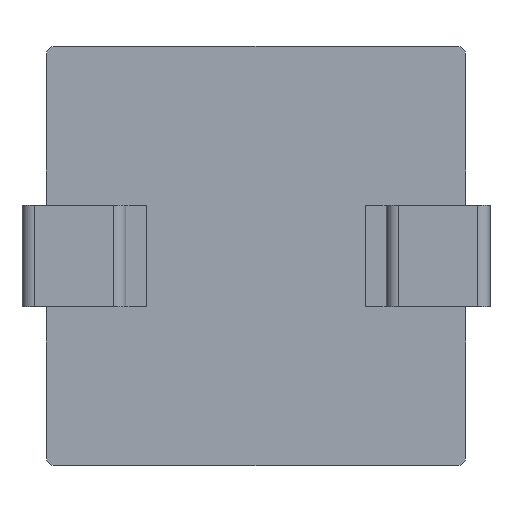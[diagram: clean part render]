
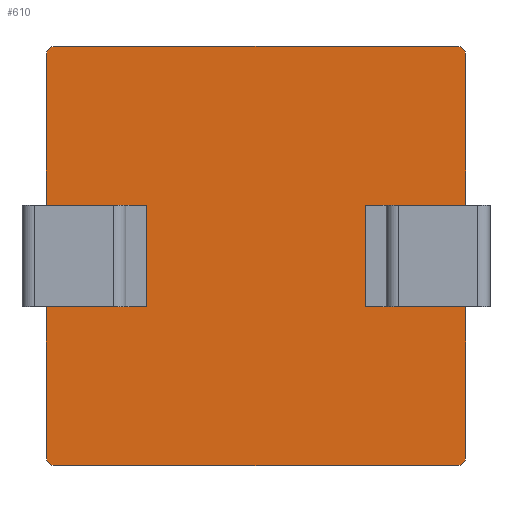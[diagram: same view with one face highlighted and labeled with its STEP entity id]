
A CAD part, front view. The second image highlights one B-rep face of the part: STEP entity #610.
In plain terms, the highlighted planar face has unit normal (0, -1, 0).
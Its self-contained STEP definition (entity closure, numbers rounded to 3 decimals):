
#3 = CARTESIAN_POINT ( 'NONE',  ( 4.95, 0.4, -5.15 ) ) ;
#18 = CARTESIAN_POINT ( 'NONE',  ( 5.15, 0.4, 4.95 ) ) ;
#26 = CARTESIAN_POINT ( 'NONE',  ( 4.95, 0.4, 5.15 ) ) ;
#37 = CARTESIAN_POINT ( 'NONE',  ( -4.95, 0.4, -5.15 ) ) ;
#49 = VECTOR ( 'NONE', #1404, 1000. ) ;
#65 = ORIENTED_EDGE ( 'NONE', *, *, #190, .T. ) ;
#73 = EDGE_CURVE ( 'NONE', #1099, #774, #1153, .T. ) ;
#74 = DIRECTION ( 'NONE',  ( 0., 0., 1. ) ) ;
#76 = DIRECTION ( 'NONE',  ( 0., -1., 0. ) ) ;
#79 = EDGE_CURVE ( 'NONE', #271, #1468, #364, .T. ) ;
#83 = CARTESIAN_POINT ( 'NONE',  ( 4.95, 0.4, 4.95 ) ) ;
#110 = CARTESIAN_POINT ( 'NONE',  ( -5.15, 0.4, -4.95 ) ) ;
#128 = DIRECTION ( 'NONE',  ( 0., 0., -1. ) ) ;
#137 = EDGE_CURVE ( 'NONE', #1263, #1211, #1396, .T. ) ;
#144 = DIRECTION ( 'NONE',  ( 0., -1., 0. ) ) ;
#155 = CIRCLE ( 'NONE', #1276, 0.2 ) ;
#182 = ORIENTED_EDGE ( 'NONE', *, *, #79, .F. ) ;
#184 = EDGE_CURVE ( 'NONE', #374, #1295, #430, .T. ) ;
#190 = EDGE_CURVE ( 'NONE', #1211, #374, #155, .T. ) ;
#201 = VERTEX_POINT ( 'NONE', #1241 ) ;
#213 = EDGE_CURVE ( 'NONE', #303, #201, #1007, .T. ) ;
#220 = CARTESIAN_POINT ( 'NONE',  ( -5.15, 0.4, 4.95 ) ) ;
#221 = EDGE_CURVE ( 'NONE', #1263, #1059, #1469, .T. ) ;
#242 = LINE ( 'NONE', #723, #816 ) ;
#253 = DIRECTION ( 'NONE',  ( 0., 0., 1. ) ) ;
#254 = VECTOR ( 'NONE', #1443, 1000. ) ;
#271 = VERTEX_POINT ( 'NONE', #920 ) ;
#280 = CARTESIAN_POINT ( 'NONE',  ( -5.15, 0.4, 4.95 ) ) ;
#303 = VERTEX_POINT ( 'NONE', #962 ) ;
#318 = ORIENTED_EDGE ( 'NONE', *, *, #73, .T. ) ;
#320 = EDGE_CURVE ( 'NONE', #1295, #806, #867, .T. ) ;
#326 = EDGE_CURVE ( 'NONE', #329, #338, #242, .T. ) ;
#329 = VERTEX_POINT ( 'NONE', #1060 ) ;
#338 = VERTEX_POINT ( 'NONE', #110 ) ;
#347 = DIRECTION ( 'NONE',  ( 0., 0., 1. ) ) ;
#350 = ORIENTED_EDGE ( 'NONE', *, *, #752, .T. ) ;
#362 = CARTESIAN_POINT ( 'NONE',  ( -5.15, 0.4, 1.25 ) ) ;
#364 = LINE ( 'NONE', #484, #1225 ) ;
#366 = ORIENTED_EDGE ( 'NONE', *, *, #1064, .F. ) ;
#374 = VERTEX_POINT ( 'NONE', #26 ) ;
#388 = ORIENTED_EDGE ( 'NONE', *, *, #213, .T. ) ;
#395 = CARTESIAN_POINT ( 'NONE',  ( 2.7, 0.4, -1.25 ) ) ;
#412 = LINE ( 'NONE', #1212, #254 ) ;
#416 = EDGE_CURVE ( 'NONE', #329, #933, #412, .T. ) ;
#421 = DIRECTION ( 'NONE',  ( -1., 0., 0. ) ) ;
#430 = LINE ( 'NONE', #697, #1126 ) ;
#438 = CARTESIAN_POINT ( 'NONE',  ( 5.15, 0.4, 4.95 ) ) ;
#464 = EDGE_CURVE ( 'NONE', #1059, #1024, #1094, .T. ) ;
#474 = VECTOR ( 'NONE', #74, 1000. ) ;
#482 = DIRECTION ( 'NONE',  ( 0., -1., 0. ) ) ;
#484 = CARTESIAN_POINT ( 'NONE',  ( -2.7, 0.4, 1.25 ) ) ;
#486 = ORIENTED_EDGE ( 'NONE', *, *, #326, .T. ) ;
#514 = DIRECTION ( 'NONE',  ( 0., 0., -1. ) ) ;
#521 = AXIS2_PLACEMENT_3D ( 'NONE', #1031, #1467, #1023 ) ;
#565 = CARTESIAN_POINT ( 'NONE',  ( 2.7, 0.4, 1.25 ) ) ;
#610 = ADVANCED_FACE ( 'NONE', ( #1043 ), #1371, .F. ) ;
#627 = CARTESIAN_POINT ( 'NONE',  ( 5.15, 0.4, 4.95 ) ) ;
#648 = CARTESIAN_POINT ( 'NONE',  ( 5.15, 0.4, 1.25 ) ) ;
#664 = DIRECTION ( 'NONE',  ( 0., 0., 1. ) ) ;
#674 = CARTESIAN_POINT ( 'NONE',  ( 2.7, 0.4, -1.25 ) ) ;
#681 = CARTESIAN_POINT ( 'NONE',  ( -4.95, 0.4, -4.95 ) ) ;
#693 = CARTESIAN_POINT ( 'NONE',  ( -2.7, 0.4, -1.25 ) ) ;
#696 = EDGE_CURVE ( 'NONE', #933, #271, #1080, .T. ) ;
#697 = CARTESIAN_POINT ( 'NONE',  ( -4.95, 0.4, 5.15 ) ) ;
#703 = AXIS2_PLACEMENT_3D ( 'NONE', #681, #76, #664 ) ;
#709 = LINE ( 'NONE', #1055, #1433 ) ;
#713 = DIRECTION ( 'NONE',  ( 0., 0., 1. ) ) ;
#719 = EDGE_LOOP ( 'NONE', ( #788, #182, #1284, #1454, #486, #1400, #318, #350, #388, #366, #890, #838, #1445, #65, #785, #764 ) ) ;
#723 = CARTESIAN_POINT ( 'NONE',  ( -5.15, 0.4, 4.95 ) ) ;
#752 = EDGE_CURVE ( 'NONE', #774, #303, #1253, .T. ) ;
#764 = ORIENTED_EDGE ( 'NONE', *, *, #320, .T. ) ;
#774 = VERTEX_POINT ( 'NONE', #3 ) ;
#785 = ORIENTED_EDGE ( 'NONE', *, *, #184, .T. ) ;
#788 = ORIENTED_EDGE ( 'NONE', *, *, #932, .T. ) ;
#806 = VERTEX_POINT ( 'NONE', #220 ) ;
#807 = DIRECTION ( 'NONE',  ( 0., 0., 1. ) ) ;
#816 = VECTOR ( 'NONE', #128, 1000. ) ;
#837 = DIRECTION ( 'NONE',  ( -1., 0., 0. ) ) ;
#838 = ORIENTED_EDGE ( 'NONE', *, *, #221, .F. ) ;
#867 = CIRCLE ( 'NONE', #1305, 0.2 ) ;
#869 = VECTOR ( 'NONE', #347, 1000. ) ;
#890 = ORIENTED_EDGE ( 'NONE', *, *, #464, .F. ) ;
#894 = CIRCLE ( 'NONE', #703, 0.2 ) ;
#920 = CARTESIAN_POINT ( 'NONE',  ( -2.7, 0.4, 1.25 ) ) ;
#932 = EDGE_CURVE ( 'NONE', #806, #1468, #1321, .T. ) ;
#933 = VERTEX_POINT ( 'NONE', #1243 ) ;
#962 = CARTESIAN_POINT ( 'NONE',  ( 5.15, 0.4, -4.95 ) ) ;
#988 = VECTOR ( 'NONE', #253, 1000. ) ;
#1007 = LINE ( 'NONE', #438, #474 ) ;
#1023 = DIRECTION ( 'NONE',  ( 0., 0., 1. ) ) ;
#1024 = VERTEX_POINT ( 'NONE', #674 ) ;
#1031 = CARTESIAN_POINT ( 'NONE',  ( 0., 0.4, 0. ) ) ;
#1043 = FACE_OUTER_BOUND ( 'NONE', #719, .T. ) ;
#1045 = DIRECTION ( 'NONE',  ( 0., -1., 0. ) ) ;
#1055 = CARTESIAN_POINT ( 'NONE',  ( 2.7, 0.4, -1.25 ) ) ;
#1056 = CARTESIAN_POINT ( 'NONE',  ( -4.95, 0.4, -5.15 ) ) ;
#1059 = VERTEX_POINT ( 'NONE', #1479 ) ;
#1060 = CARTESIAN_POINT ( 'NONE',  ( -5.15, 0.4, -1.25 ) ) ;
#1064 = EDGE_CURVE ( 'NONE', #1024, #201, #709, .T. ) ;
#1080 = LINE ( 'NONE', #693, #869 ) ;
#1094 = LINE ( 'NONE', #395, #1154 ) ;
#1099 = VERTEX_POINT ( 'NONE', #37 ) ;
#1108 = AXIS2_PLACEMENT_3D ( 'NONE', #1390, #144, #713 ) ;
#1126 = VECTOR ( 'NONE', #1486, 1000. ) ;
#1153 = LINE ( 'NONE', #1056, #49 ) ;
#1154 = VECTOR ( 'NONE', #1323, 1000. ) ;
#1172 = DIRECTION ( 'NONE',  ( 1., 0., 0. ) ) ;
#1211 = VERTEX_POINT ( 'NONE', #627 ) ;
#1212 = CARTESIAN_POINT ( 'NONE',  ( -2.7, 0.4, -1.25 ) ) ;
#1225 = VECTOR ( 'NONE', #837, 1000. ) ;
#1241 = CARTESIAN_POINT ( 'NONE',  ( 5.15, 0.4, -1.25 ) ) ;
#1243 = CARTESIAN_POINT ( 'NONE',  ( -2.7, 0.4, -1.25 ) ) ;
#1253 = CIRCLE ( 'NONE', #1108, 0.2 ) ;
#1263 = VERTEX_POINT ( 'NONE', #648 ) ;
#1276 = AXIS2_PLACEMENT_3D ( 'NONE', #83, #1045, #807 ) ;
#1284 = ORIENTED_EDGE ( 'NONE', *, *, #696, .F. ) ;
#1295 = VERTEX_POINT ( 'NONE', #1334 ) ;
#1305 = AXIS2_PLACEMENT_3D ( 'NONE', #1428, #482, #1418 ) ;
#1321 = LINE ( 'NONE', #280, #1457 ) ;
#1323 = DIRECTION ( 'NONE',  ( 0., 0., -1. ) ) ;
#1334 = CARTESIAN_POINT ( 'NONE',  ( -4.95, 0.4, 5.15 ) ) ;
#1340 = VECTOR ( 'NONE', #421, 1000. ) ;
#1344 = EDGE_CURVE ( 'NONE', #338, #1099, #894, .T. ) ;
#1371 = PLANE ( 'NONE',  #521 ) ;
#1390 = CARTESIAN_POINT ( 'NONE',  ( 4.95, 0.4, -4.95 ) ) ;
#1396 = LINE ( 'NONE', #18, #988 ) ;
#1400 = ORIENTED_EDGE ( 'NONE', *, *, #1344, .T. ) ;
#1404 = DIRECTION ( 'NONE',  ( 1., 0., 0. ) ) ;
#1418 = DIRECTION ( 'NONE',  ( 0., 0., 1. ) ) ;
#1428 = CARTESIAN_POINT ( 'NONE',  ( -4.95, 0.4, 4.95 ) ) ;
#1433 = VECTOR ( 'NONE', #1172, 1000. ) ;
#1443 = DIRECTION ( 'NONE',  ( 1., 0., 0. ) ) ;
#1445 = ORIENTED_EDGE ( 'NONE', *, *, #137, .T. ) ;
#1454 = ORIENTED_EDGE ( 'NONE', *, *, #416, .F. ) ;
#1457 = VECTOR ( 'NONE', #514, 1000. ) ;
#1467 = DIRECTION ( 'NONE',  ( 0., 1., 0. ) ) ;
#1468 = VERTEX_POINT ( 'NONE', #362 ) ;
#1469 = LINE ( 'NONE', #565, #1340 ) ;
#1479 = CARTESIAN_POINT ( 'NONE',  ( 2.7, 0.4, 1.25 ) ) ;
#1486 = DIRECTION ( 'NONE',  ( -1., 0., 0. ) ) ;
